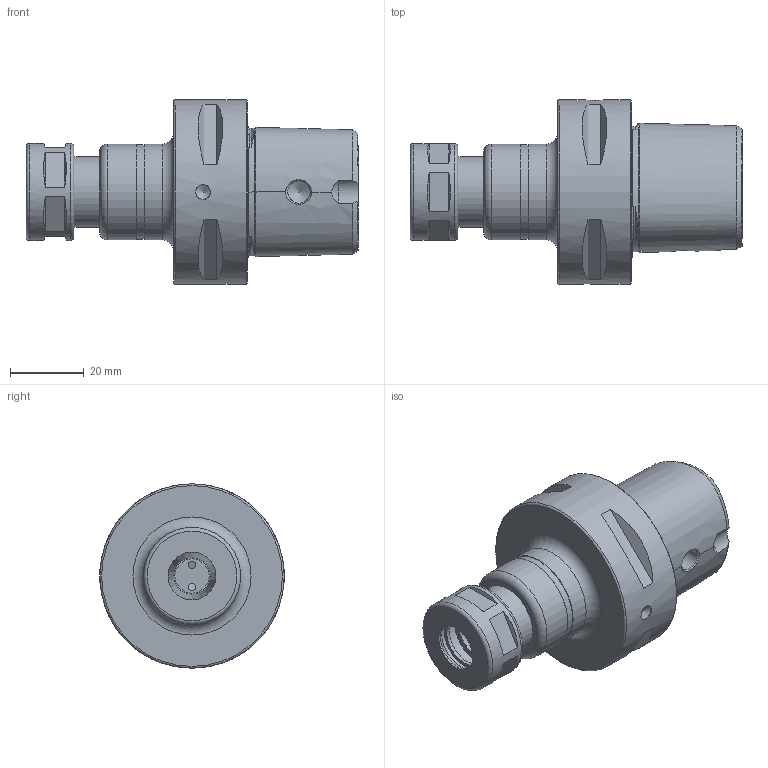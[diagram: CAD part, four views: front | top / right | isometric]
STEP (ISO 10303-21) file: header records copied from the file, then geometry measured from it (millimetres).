
FILE_DESCRIPTION((''),'2;1');
FILE_NAME('670000509060-3D.stp','2021-01-29T10:30:29',('nttooll'),(''),'Autodesk Inventor 2012','Autodesk Inventor 2012','');
FILE_SCHEMA(('AUTOMOTIVE_DESIGN { 1 0 10303 214 1 1 1 1 }'));
Length unit declared in the file: millimetre
Products named in the file (1): 670000509060-3D
Bounding box: 90 x 50 x 50 mm (x, y, z)
Volume: 68232.7 mm3; surface area: 19085.9 mm2
Topology: 1 solids, 2 shells, 133 faces, 279 edges, 175 vertices
Faces by surface type: plane 55, cylinder 33, cone 24, bspline 12, torus 9
Full cylindrical faces by diameter (mm): 2 x2, 4 x1, 6.1 x3, 9.3 x1, 10.5 x1, 11 x1, 13 x1, 13.5 x1, 15.5 x1, 16 x2, 17 x1, 19 x2, 21 x2, 24 x1, 25.6 x1, 26 x2, 26.3 x1, 50 x1
Entity records: 6964 total; most frequent: CARTESIAN_POINT 4370, DIRECTION 507, ORIENTED_EDGE 422, AXIS2_PLACEMENT_3D 224, EDGE_LOOP 216, EDGE_CURVE 211, VERTEX_POINT 161, FACE_OUTER_BOUND 131
